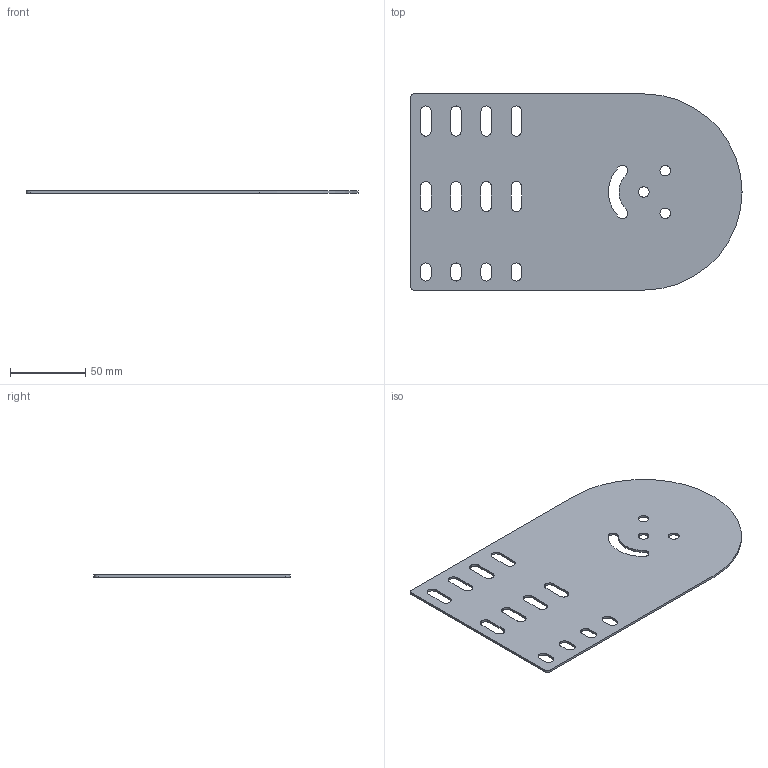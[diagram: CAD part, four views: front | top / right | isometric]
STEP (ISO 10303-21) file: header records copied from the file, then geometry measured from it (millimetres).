
FILE_DESCRIPTION (( 'STEP AP214' ), '1' );
FILE_NAME ('ÊÈÂÀ 200.00.13 Ïëàñòèíà øàðíèðíîãî ñîåäèíåíèÿ.STEP', '2022-07-15T12:21:05', ( '' ), ( '' ), 'SwSTEP 2.0', 'SolidWorks 2022', '' );
FILE_SCHEMA (( 'AUTOMOTIVE_DESIGN' ));
Length unit declared in the file: millimetre
Products named in the file (1): КИВА 200.00.13 Пластина шарнирного соединения
Bounding box: 220 x 130 x 1.5 mm (x, y, z)
Volume: 37618.6 mm3; surface area: 52114.7 mm2
Topology: 1 solids, 1 shells, 68 faces, 198 edges, 132 vertices
Faces by surface type: cylinder 39, plane 29
Entity records: 2378 total; most frequent: DIRECTION 414, CARTESIAN_POINT 399, ORIENTED_EDGE 396, EDGE_CURVE 198, AXIS2_PLACEMENT_3D 147, VERTEX_POINT 132, LINE 120, VECTOR 120
